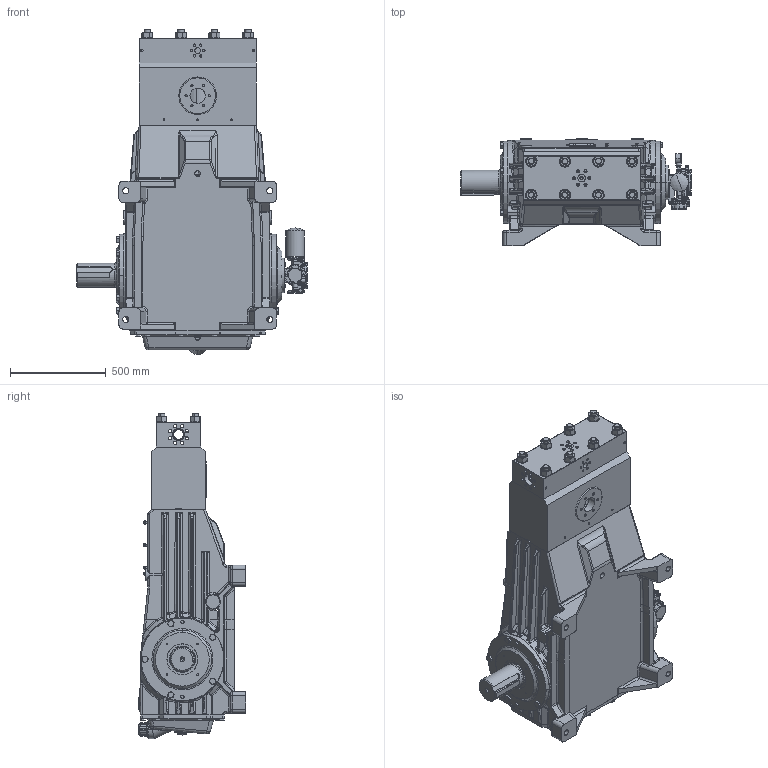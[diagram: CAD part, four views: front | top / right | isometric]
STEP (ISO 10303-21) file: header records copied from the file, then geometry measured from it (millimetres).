
FILE_DESCRIPTION (( 'STEP AP203' ), '1' );
FILE_NAME ('Pump RAM250 SECTIONAL For Brochure.STEP', '2016-04-28T17:39:47', ( 'IT' ), ( 'Microsoft' ), 'SwSTEP 2.0', 'SolidWorks 2016', '' );
FILE_SCHEMA (( 'CONFIG_CONTROL_DESIGN' ));
Length unit declared in the file: inch
Products named in the file (1): Pump RAM250 SECTIONAL For Brochure
Bounding box: 1200.95 x 560 x 1693.8 mm (x, y, z)
Surface area: 7030950.3 mm2 (no closed solid volume)
Topology: 0 solids, 218 shells, 2579 faces, 15355 edges, 12727 vertices
Faces by surface type: plane 814, cylinder 777, bspline 398, cone 322, torus 160, sphere 108
Entity records: 202021 total; most frequent: CARTESIAN_POINT 98417, ORIENTED_EDGE 20094, DIRECTION 17016, EDGE_CURVE 15270, VERTEX_POINT 12715, LINE 6158, VECTOR 6158, B_SPLINE_CURVE_WITH_KNOTS 5563
